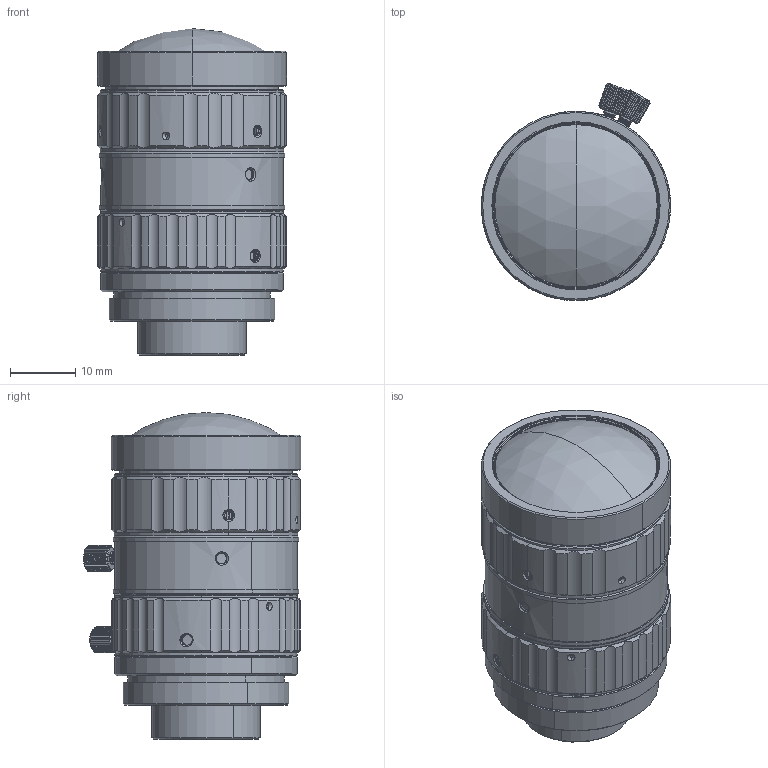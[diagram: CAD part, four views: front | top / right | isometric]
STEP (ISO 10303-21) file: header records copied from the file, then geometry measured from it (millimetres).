
FILE_DESCRIPTION (( 'STEP AP203' ), '1' );
FILE_NAME ('600050.STEP', '2022-02-16T08:38:53', ( '' ), ( '' ), 'SwSTEP 2.0', 'SolidWorks 2020', '' );
FILE_SCHEMA (( 'CONFIG_CONTROL_DESIGN' ));
Length unit declared in the file: millimetre
Products named in the file (1): 600050
Bounding box: 29 x 33.29 x 50.11 mm (x, y, z)
Volume: 27248.4 mm3; surface area: 8916.5 mm2
Topology: 13 solids, 17 shells, 1537 faces, 4116 edges, 2658 vertices
Faces by surface type: cylinder 859, plane 349, cone 171, bspline 122, torus 24, sphere 12
Entity records: 88623 total; most frequent: CARTESIAN_POINT 53862, ORIENTED_EDGE 8232, DIRECTION 5760, EDGE_CURVE 4116, VERTEX_POINT 2658, AXIS2_PLACEMENT_3D 2230, B_SPLINE_CURVE_WITH_KNOTS 1972, EDGE_LOOP 1596
